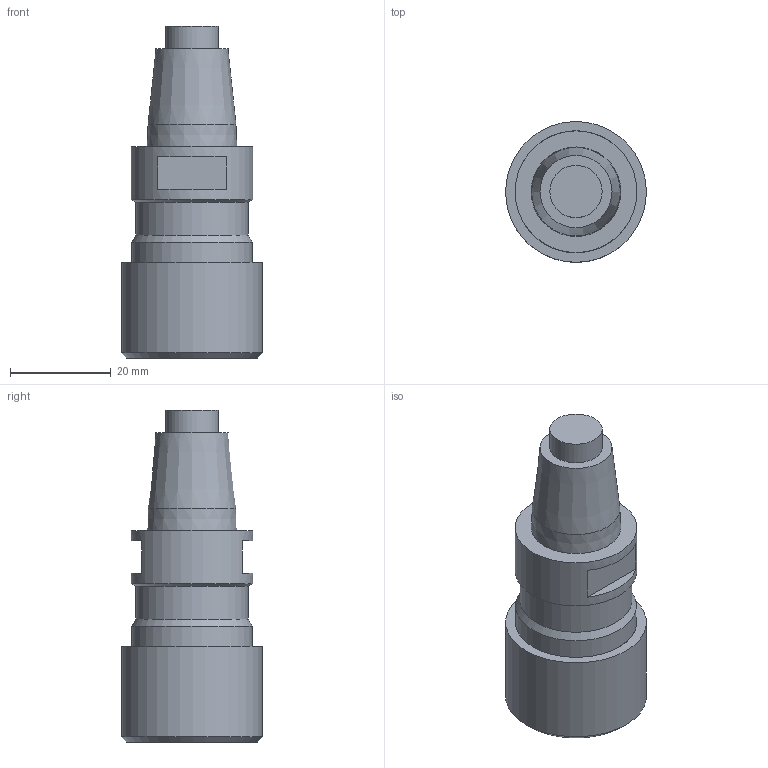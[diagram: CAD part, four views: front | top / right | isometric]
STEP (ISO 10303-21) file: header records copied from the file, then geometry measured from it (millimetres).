
FILE_DESCRIPTION(/* description */ (''),/* implementation_level */ '2;1');
FILE_NAME(/* name */ '1493819617413.stp',/* time_stamp */ '2017-05-03T15:53:41+02:00',/* author */ (''),/* organization */ ('SMS'),/* preprocessor_version */ 'ST-DEVELOPER v15',/* originating_system */ 'SIEMENS PLM Software NX 8.5',/* authorisation */ '');
FILE_SCHEMA (('AUTOMOTIVE_DESIGN { 1 0 10303 214 3 1 1 1 }'));
Length unit declared in the file: millimetre
Products named in the file (1): 200924852MOD000_01
Bounding box: 28 x 28 x 66 mm (x, y, z)
Volume: 25891.9 mm3; surface area: 5753.1 mm2
Topology: 1 solids, 1 shells, 22 faces, 42 edges, 27 vertices
Faces by surface type: plane 11, cone 6, cylinder 5
Full cylindrical faces by diameter (mm): 10.4 x1, 22.3 x1, 24 x1, 24.2 x1, 28 x1
Entity records: 521 total; most frequent: DIRECTION 98, CARTESIAN_POINT 76, ORIENTED_EDGE 54, AXIS2_PLACEMENT_3D 45, EDGE_LOOP 38, FACE_BOUND 30, EDGE_CURVE 27, VERTEX_POINT 23
